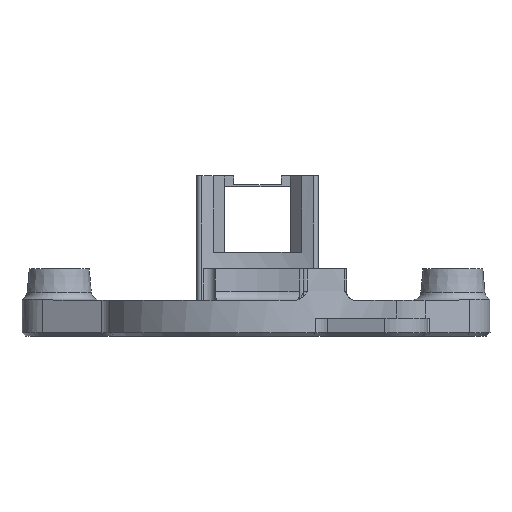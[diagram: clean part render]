
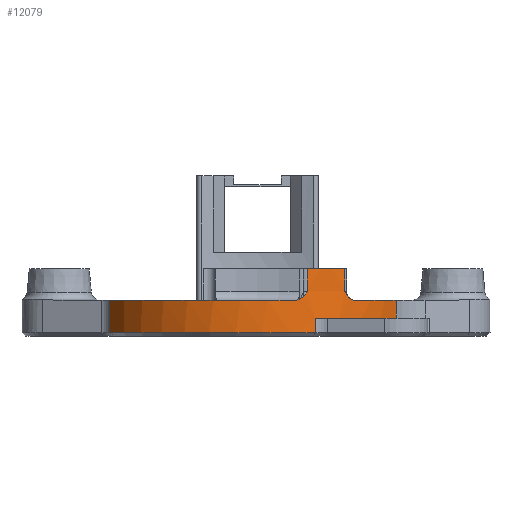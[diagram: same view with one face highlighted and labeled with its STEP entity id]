
A CAD part, front view. The second image highlights one B-rep face of the part: STEP entity #12079.
In plain terms, the highlighted cylindrical face has radius 18.1 mm (diameter 36.2 mm), a partial arc.
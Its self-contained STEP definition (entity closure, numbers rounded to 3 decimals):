
#1119=FACE_OUTER_BOUND('',#1805,.T.);
#1805=EDGE_LOOP('',(#9453,#9454,#9455,#9456,#9457,#9458,#9459,#9460,#9461,
#9462,#9463,#9464,#9465,#9466));
#2739=CIRCLE('',#13116,18.1);
#2740=CIRCLE('',#13117,18.1);
#2741=CIRCLE('',#13118,18.1);
#2742=CIRCLE('',#13119,18.1);
#2743=CIRCLE('',#13120,18.1);
#2891=B_SPLINE_CURVE_WITH_KNOTS('',3,(#28781,#28782,#28783,#28784,#28785,
#28786,#28787,#28788,#28789,#28790),.UNSPECIFIED.,.F.,.F.,(4,2,2,2,4),(0.,
0.,0.094,0.162,0.24),
 .UNSPECIFIED.);
#2892=B_SPLINE_CURVE_WITH_KNOTS('',3,(#28811,#28812,#28813,#28814,#28815,
#28816,#28817,#28818,#28819,#28820),.UNSPECIFIED.,.F.,.F.,(4,2,2,2,4),(0.,
0.029,0.058,0.07,0.076),
 .UNSPECIFIED.);
#2895=B_SPLINE_CURVE_WITH_KNOTS('',3,(#28852,#28853,#28854,#28855,#28856,
#28857),.UNSPECIFIED.,.F.,.F.,(4,2,4),(0.985,1.067,
1.067),.UNSPECIFIED.);
#3164=LINE('',#28837,#3930);
#3168=LINE('',#28850,#3934);
#3169=LINE('',#28858,#3935);
#3170=LINE('',#28862,#3936);
#3171=LINE('',#28866,#3937);
#3172=LINE('',#28870,#3938);
#3930=VECTOR('',#14769,10.);
#3934=VECTOR('',#14783,10.);
#3935=VECTOR('',#14784,10.);
#3936=VECTOR('',#14787,10.);
#3937=VECTOR('',#14790,10.);
#3938=VECTOR('',#14793,10.);
#5207=VERTEX_POINT('',#28779);
#5208=VERTEX_POINT('',#28780);
#5209=VERTEX_POINT('',#28808);
#5210=VERTEX_POINT('',#28810);
#5213=VERTEX_POINT('',#28835);
#5216=VERTEX_POINT('',#28847);
#5217=VERTEX_POINT('',#28849);
#5218=VERTEX_POINT('',#28851);
#5219=VERTEX_POINT('',#28859);
#5220=VERTEX_POINT('',#28861);
#5221=VERTEX_POINT('',#28863);
#5222=VERTEX_POINT('',#28865);
#5223=VERTEX_POINT('',#28867);
#5224=VERTEX_POINT('',#28869);
#6729=EDGE_CURVE('',#5207,#5208,#2891,.T.);
#6733=EDGE_CURVE('',#5209,#5210,#2892,.T.);
#6738=EDGE_CURVE('',#5213,#5207,#3164,.T.);
#6743=EDGE_CURVE('',#5216,#5213,#2739,.T.);
#6744=EDGE_CURVE('',#5217,#5216,#3168,.T.);
#6745=EDGE_CURVE('',#5218,#5217,#2895,.T.);
#6746=EDGE_CURVE('',#5210,#5218,#3169,.T.);
#6747=EDGE_CURVE('',#5219,#5209,#2740,.T.);
#6748=EDGE_CURVE('',#5220,#5219,#3170,.T.);
#6749=EDGE_CURVE('',#5221,#5220,#2741,.T.);
#6750=EDGE_CURVE('',#5222,#5221,#3171,.T.);
#6751=EDGE_CURVE('',#5223,#5222,#2742,.T.);
#6752=EDGE_CURVE('',#5224,#5223,#3172,.T.);
#6753=EDGE_CURVE('',#5208,#5224,#2743,.T.);
#9453=ORIENTED_EDGE('',*,*,#6738,.F.);
#9454=ORIENTED_EDGE('',*,*,#6743,.F.);
#9455=ORIENTED_EDGE('',*,*,#6744,.F.);
#9456=ORIENTED_EDGE('',*,*,#6745,.F.);
#9457=ORIENTED_EDGE('',*,*,#6746,.F.);
#9458=ORIENTED_EDGE('',*,*,#6733,.F.);
#9459=ORIENTED_EDGE('',*,*,#6747,.F.);
#9460=ORIENTED_EDGE('',*,*,#6748,.F.);
#9461=ORIENTED_EDGE('',*,*,#6749,.F.);
#9462=ORIENTED_EDGE('',*,*,#6750,.F.);
#9463=ORIENTED_EDGE('',*,*,#6751,.F.);
#9464=ORIENTED_EDGE('',*,*,#6752,.F.);
#9465=ORIENTED_EDGE('',*,*,#6753,.F.);
#9466=ORIENTED_EDGE('',*,*,#6729,.F.);
#11766=CYLINDRICAL_SURFACE('',#13115,18.1);
#12079=ADVANCED_FACE('',(#1119),#11766,.T.);
#13115=AXIS2_PLACEMENT_3D('',#28846,#14779,#14780);
#13116=AXIS2_PLACEMENT_3D('',#28848,#14781,#14782);
#13117=AXIS2_PLACEMENT_3D('',#28860,#14785,#14786);
#13118=AXIS2_PLACEMENT_3D('',#28864,#14788,#14789);
#13119=AXIS2_PLACEMENT_3D('',#28868,#14791,#14792);
#13120=AXIS2_PLACEMENT_3D('',#28871,#14794,#14795);
#14769=DIRECTION('',(0.,0.,-1.));
#14779=DIRECTION('center_axis',(0.,0.,1.));
#14780=DIRECTION('ref_axis',(-0.931,-0.365,0.));
#14781=DIRECTION('center_axis',(0.,0.,
1.));
#14782=DIRECTION('ref_axis',(-0.931,-0.365,0.));
#14783=DIRECTION('',(0.,0.,1.));
#14784=DIRECTION('',(0.,0.,1.));
#14785=DIRECTION('center_axis',(0.,0.,
1.));
#14786=DIRECTION('ref_axis',(1.,0.,0.));
#14787=DIRECTION('',(0.,0.,1.));
#14788=DIRECTION('center_axis',(0.,0.,
-1.));
#14789=DIRECTION('ref_axis',(-0.931,-0.365,0.));
#14790=DIRECTION('',(0.,0.,-1.));
#14791=DIRECTION('center_axis',(0.,0.,
-1.));
#14792=DIRECTION('ref_axis',(1.,0.,0.));
#14793=DIRECTION('',(0.,0.,-1.));
#14794=DIRECTION('center_axis',(0.,0.,
1.));
#14795=DIRECTION('ref_axis',(1.,0.,0.));
#28779=CARTESIAN_POINT('',(9.875,-15.169,5.));
#28780=CARTESIAN_POINT('',(11.045,-14.34,4.));
#28781=CARTESIAN_POINT('Ctrl Pts',(9.875,-15.169,5.));
#28782=CARTESIAN_POINT('Ctrl Pts',(9.875,-15.169,4.999));
#28783=CARTESIAN_POINT('Ctrl Pts',(9.876,-15.168,4.998));
#28784=CARTESIAN_POINT('Ctrl Pts',(10.031,-15.068,4.741));
#28785=CARTESIAN_POINT('Ctrl Pts',(10.17,-14.974,4.515));
#28786=CARTESIAN_POINT('Ctrl Pts',(10.48,-14.758,4.203));
#28787=CARTESIAN_POINT('Ctrl Pts',(10.597,-14.674,4.128));
#28788=CARTESIAN_POINT('Ctrl Pts',(10.808,-14.519,4.029));
#28789=CARTESIAN_POINT('Ctrl Pts',(10.926,-14.431,4.));
#28790=CARTESIAN_POINT('Ctrl Pts',(11.045,-14.34,4.));
#28808=CARTESIAN_POINT('',(4.354,-17.568,4.));
#28810=CARTESIAN_POINT('',(5.242,-17.324,4.384));
#28811=CARTESIAN_POINT('Ctrl Pts',(4.354,-17.568,4.));
#28812=CARTESIAN_POINT('Ctrl Pts',(4.45,-17.545,4.));
#28813=CARTESIAN_POINT('Ctrl Pts',(4.586,-17.51,4.013));
#28814=CARTESIAN_POINT('Ctrl Pts',(4.899,-17.425,4.141));
#28815=CARTESIAN_POINT('Ctrl Pts',(5.013,-17.392,4.228));
#28816=CARTESIAN_POINT('Ctrl Pts',(5.137,-17.356,4.32));
#28817=CARTESIAN_POINT('Ctrl Pts',(5.17,-17.346,4.345));
#28818=CARTESIAN_POINT('Ctrl Pts',(5.215,-17.332,4.371));
#28819=CARTESIAN_POINT('Ctrl Pts',(5.228,-17.328,4.378));
#28820=CARTESIAN_POINT('Ctrl Pts',(5.242,-17.324,4.384));
#28835=CARTESIAN_POINT('',(9.875,-15.169,7.5));
#28837=CARTESIAN_POINT('',(9.875,-15.169,0.));
#28846=CARTESIAN_POINT('Origin',(0.,0.,
0.));
#28847=CARTESIAN_POINT('',(5.694,-17.181,7.5));
#28848=CARTESIAN_POINT('Origin',(0.,0.,
7.5));
#28849=CARTESIAN_POINT('',(5.694,-17.181,5.));
#28850=CARTESIAN_POINT('',(5.694,-17.181,0.));
#28851=CARTESIAN_POINT('',(5.242,-17.324,4.421));
#28852=CARTESIAN_POINT('Ctrl Pts',(5.242,-17.324,4.421));
#28853=CARTESIAN_POINT('Ctrl Pts',(5.408,-17.274,4.586));
#28854=CARTESIAN_POINT('Ctrl Pts',(5.545,-17.231,4.781));
#28855=CARTESIAN_POINT('Ctrl Pts',(5.692,-17.182,4.998));
#28856=CARTESIAN_POINT('Ctrl Pts',(5.693,-17.181,4.999));
#28857=CARTESIAN_POINT('Ctrl Pts',(5.694,-17.181,5.));
#28858=CARTESIAN_POINT('',(5.242,-17.324,0.));
#28859=CARTESIAN_POINT('',(-16.28,-7.91,4.));
#28860=CARTESIAN_POINT('Origin',(0.,0.,
4.));
#28861=CARTESIAN_POINT('',(-16.28,-7.91,0.4));
#28862=CARTESIAN_POINT('',(-16.28,-7.91,0.));
#28863=CARTESIAN_POINT('',(6.594,-16.856,0.4));
#28864=CARTESIAN_POINT('Origin',(0.,0.,
0.4));
#28865=CARTESIAN_POINT('',(6.594,-16.856,2.));
#28866=CARTESIAN_POINT('',(6.594,-16.856,0.));
#28867=CARTESIAN_POINT('',(15.597,-9.184,2.));
#28868=CARTESIAN_POINT('Origin',(0.,0.,
2.));
#28869=CARTESIAN_POINT('',(15.597,-9.184,4.));
#28870=CARTESIAN_POINT('',(15.597,-9.184,0.));
#28871=CARTESIAN_POINT('Origin',(0.,0.,
4.));
